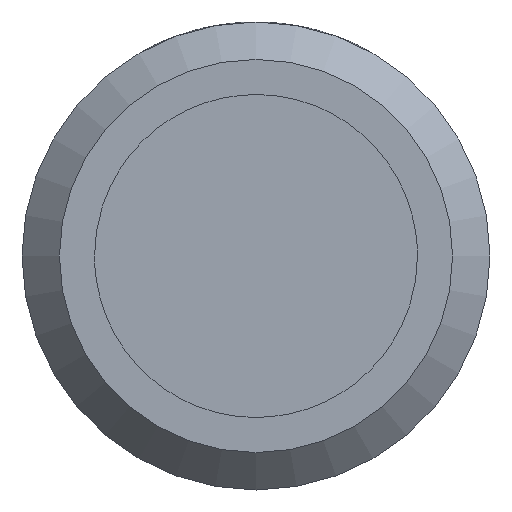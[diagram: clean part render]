
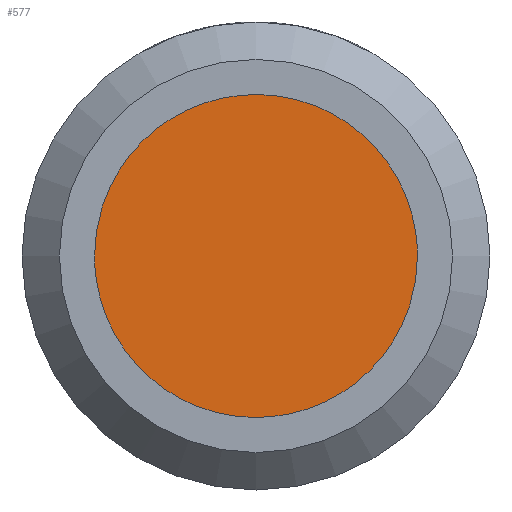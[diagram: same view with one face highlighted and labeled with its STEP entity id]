
A CAD part, front view. The second image highlights one B-rep face of the part: STEP entity #577.
In plain terms, the highlighted planar face has unit normal (0, -1, 0).
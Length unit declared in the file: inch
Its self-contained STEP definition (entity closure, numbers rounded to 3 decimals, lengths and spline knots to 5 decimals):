
#8 = CARTESIAN_POINT ( 'NONE',  ( 0.03403, 0., 0.05944 ) ) ;
#11 = CARTESIAN_POINT ( 'NONE',  ( 0.06791, 0., 0. ) ) ;
#17 = CARTESIAN_POINT ( 'NONE',  ( -0.06791, 0., -0.00029 ) ) ;
#19 = FACE_OUTER_BOUND ( 'NONE', #615, .T. ) ;
#24 = EDGE_CURVE ( 'NONE', #323, #49, #386, .T. ) ;
#29 = VECTOR ( 'NONE', #547, 39.37008 ) ;
#46 = LINE ( 'NONE', #223, #29 ) ;
#48 = CARTESIAN_POINT ( 'NONE',  ( -0.00902, 0., 0.06789 ) ) ;
#49 = VERTEX_POINT ( 'NONE', #584 ) ;
#53 = CARTESIAN_POINT ( 'NONE',  ( 0.05417, 0., 0.04192 ) ) ;
#59 = DIRECTION ( 'NONE',  ( 0.003, 0., -1. ) ) ;
#63 = CARTESIAN_POINT ( 'NONE',  ( 0.06791, 0., -0.00889 ) ) ;
#71 = VECTOR ( 'NONE', #59, 39.37008 ) ;
#97 = EDGE_CURVE ( 'NONE', #109, #306, #433, .T. ) ;
#108 = CARTESIAN_POINT ( 'NONE',  ( 0.06608, 0., 0.01804 ) ) ;
#109 = VERTEX_POINT ( 'NONE', #542 ) ;
#115 = CARTESIAN_POINT ( 'NONE',  ( -0.00873, 0., -0.06794 ) ) ;
#158 = CARTESIAN_POINT ( 'NONE',  ( -0.06791, 0., 0. ) ) ;
#161 = CARTESIAN_POINT ( 'NONE',  ( 0.05434, 0., -0.04169 ) ) ;
#173 = EDGE_CURVE ( 'NONE', #109, #535, #46, .T. ) ;
#205 = CARTESIAN_POINT ( 'NONE',  ( 0.01761, 0., 0.06619 ) ) ;
#213 = PLANE ( 'NONE',  #476 ) ;
#214 = CARTESIAN_POINT ( 'NONE',  ( -0.04157, 0., -0.05443 ) ) ;
#220 = EDGE_CURVE ( 'NONE', #306, #323, #460, .T. ) ;
#223 = CARTESIAN_POINT ( 'NONE',  ( 0.06791, 0., 0. ) ) ;
#247 = CARTESIAN_POINT ( 'NONE',  ( -0.05434, 0., 0.04168 ) ) ;
#250 = CARTESIAN_POINT ( 'NONE',  ( -0.06615, 0., 0.01775 ) ) ;
#261 = CARTESIAN_POINT ( 'NONE',  ( 0.06791, 0., 0.00029 ) ) ;
#262 = LINE ( 'NONE', #443, #71 ) ;
#265 = CARTESIAN_POINT ( 'NONE',  ( 0.03428, 0., -0.05929 ) ) ;
#267 = CARTESIAN_POINT ( 'NONE',  ( 0.01789, 0., -0.06612 ) ) ;
#274 = CARTESIAN_POINT ( 'NONE',  ( -0.06791, 0., -0.00029 ) ) ;
#297 = CARTESIAN_POINT ( 'NONE',  ( -0.01789, 0., 0.06612 ) ) ;
#303 = CARTESIAN_POINT ( 'NONE',  ( -0.05937, 0., 0.03416 ) ) ;
#306 = VERTEX_POINT ( 'NONE', #606 ) ;
#308 = DIRECTION ( 'NONE',  ( 0., -1., 0. ) ) ;
#311 = CARTESIAN_POINT ( 'NONE',  ( -0.06608, 0., -0.01804 ) ) ;
#313 = CARTESIAN_POINT ( 'NONE',  ( -0.06787, 0., -0.00921 ) ) ;
#322 = ORIENTED_EDGE ( 'NONE', *, *, #220, .F. ) ;
#323 = VERTEX_POINT ( 'NONE', #470 ) ;
#338 = VECTOR ( 'NONE', #598, 39.37008 ) ;
#344 = ORIENTED_EDGE ( 'NONE', *, *, #447, .F. ) ;
#346 = CARTESIAN_POINT ( 'NONE',  ( 0.06791, 0., 0.00015 ) ) ;
#348 = CARTESIAN_POINT ( 'NONE',  ( 0.04157, 0., 0.05443 ) ) ;
#350 = ORIENTED_EDGE ( 'NONE', *, *, #24, .F. ) ;
#386 = B_SPLINE_CURVE_WITH_KNOTS ( 'NONE', 3,
 ( #158, #440, #250, #303, #247, #572, #392, #297, #48, #491, #205, #8, #348, #53, #400, #108, #445, #261 ),
 .UNSPECIFIED., .F., .F.,
 ( 4, 2, 2, 2, 2, 2, 2, 2, 4 ),
 ( 0., 0.125, 0.25, 0.375, 0.5, 0.625, 0.75, 0.875, 1. ),
 .UNSPECIFIED. ) ;
#392 = CARTESIAN_POINT ( 'NONE',  ( -0.03428, 0., 0.05929 ) ) ;
#400 = CARTESIAN_POINT ( 'NONE',  ( 0.05922, 0., 0.03441 ) ) ;
#409 = CARTESIAN_POINT ( 'NONE',  ( 0.06615, 0., -0.01775 ) ) ;
#433 = B_SPLINE_CURVE_WITH_KNOTS ( 'NONE', 3,
 ( #11, #63, #409, #503, #161, #591, #265, #267, #589, #115, #452, #499, #214, #538, #585, #311, #313, #17 ),
 .UNSPECIFIED., .F., .F.,
 ( 4, 2, 2, 2, 2, 2, 2, 2, 4 ),
 ( 0., 0.125, 0.25, 0.375, 0.5, 0.625, 0.75, 0.875, 1. ),
 .UNSPECIFIED. ) ;
#440 = CARTESIAN_POINT ( 'NONE',  ( -0.06791, 0., 0.00889 ) ) ;
#443 = CARTESIAN_POINT ( 'NONE',  ( 0.06791, 0., 0.00029 ) ) ;
#445 = CARTESIAN_POINT ( 'NONE',  ( 0.06787, 0., 0.00921 ) ) ;
#447 = EDGE_CURVE ( 'NONE', #49, #535, #262, .T. ) ;
#452 = CARTESIAN_POINT ( 'NONE',  ( -0.01761, 0., -0.06619 ) ) ;
#460 = LINE ( 'NONE', #274, #338 ) ;
#470 = CARTESIAN_POINT ( 'NONE',  ( -0.06791, 0., 0. ) ) ;
#476 = AXIS2_PLACEMENT_3D ( 'NONE', #592, #308, #502 ) ;
#491 = CARTESIAN_POINT ( 'NONE',  ( 0.00873, 0., 0.06794 ) ) ;
#499 = CARTESIAN_POINT ( 'NONE',  ( -0.03403, 0., -0.05944 ) ) ;
#502 = DIRECTION ( 'NONE',  ( 0., 0., -1. ) ) ;
#503 = CARTESIAN_POINT ( 'NONE',  ( 0.05937, 0., -0.03416 ) ) ;
#525 = ORIENTED_EDGE ( 'NONE', *, *, #173, .T. ) ;
#535 = VERTEX_POINT ( 'NONE', #346 ) ;
#538 = CARTESIAN_POINT ( 'NONE',  ( -0.05417, 0., -0.04192 ) ) ;
#542 = CARTESIAN_POINT ( 'NONE',  ( 0.06791, 0., 0. ) ) ;
#547 = DIRECTION ( 'NONE',  ( 0., 0., 1. ) ) ;
#549 = ORIENTED_EDGE ( 'NONE', *, *, #97, .F. ) ;
#572 = CARTESIAN_POINT ( 'NONE',  ( -0.0418, 0., 0.05426 ) ) ;
#577 = ADVANCED_FACE ( 'NONE', ( #19 ), #213, .T. ) ;
#584 = CARTESIAN_POINT ( 'NONE',  ( 0.06791, 0., 0.00029 ) ) ;
#585 = CARTESIAN_POINT ( 'NONE',  ( -0.05922, 0., -0.03441 ) ) ;
#589 = CARTESIAN_POINT ( 'NONE',  ( 0.00902, 0., -0.06789 ) ) ;
#591 = CARTESIAN_POINT ( 'NONE',  ( 0.0418, 0., -0.05426 ) ) ;
#592 = CARTESIAN_POINT ( 'NONE',  ( 0., 0., 0. ) ) ;
#598 = DIRECTION ( 'NONE',  ( -0.002, 0., 1. ) ) ;
#606 = CARTESIAN_POINT ( 'NONE',  ( -0.06791, 0., -0.00029 ) ) ;
#615 = EDGE_LOOP ( 'NONE', ( #322, #549, #525, #344, #350 ) ) ;
